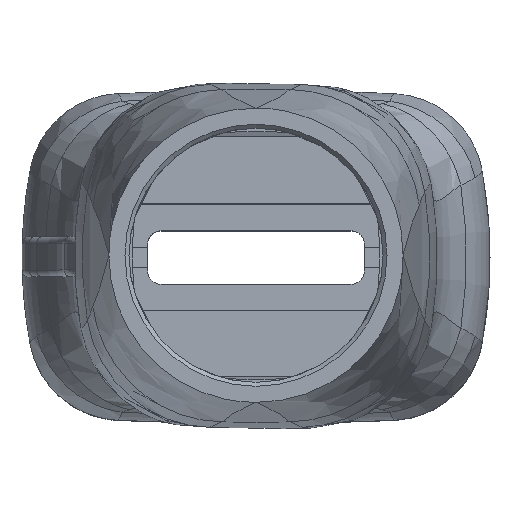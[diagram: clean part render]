
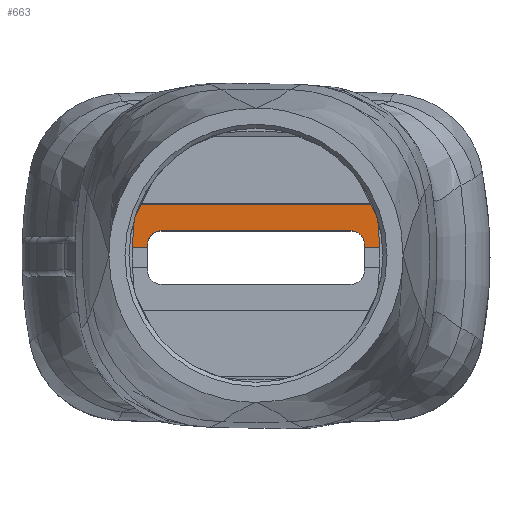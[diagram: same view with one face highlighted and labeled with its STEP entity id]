
A CAD part, top view. The second image highlights one B-rep face of the part: STEP entity #663.
In plain terms, the highlighted planar face has unit normal (0, 0, 1).
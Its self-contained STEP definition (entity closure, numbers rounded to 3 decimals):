
#663 = ADVANCED_FACE( '', ( #1408 ), #1409, .F. );
#1408 = FACE_OUTER_BOUND( '', #9060, .T. );
#1409 = PLANE( '', #9061 );
#9060 = EDGE_LOOP( '', ( #11773, #11774, #11775, #11776, #11777, #11778, #11779, #11780, #11781, #11782, #11783, #11784 ) );
#9061 = AXIS2_PLACEMENT_3D( '', #11785, #11786, #11787 );
#11773 = ORIENTED_EDGE( '', *, *, #13181, .F. );
#11774 = ORIENTED_EDGE( '', *, *, #12697, .T. );
#11775 = ORIENTED_EDGE( '', *, *, #13254, .F. );
#11776 = ORIENTED_EDGE( '', *, *, #13255, .F. );
#11777 = ORIENTED_EDGE( '', *, *, #13256, .F. );
#11778 = ORIENTED_EDGE( '', *, *, #12506, .F. );
#11779 = ORIENTED_EDGE( '', *, *, #12542, .F. );
#11780 = ORIENTED_EDGE( '', *, *, #13001, .F. );
#11781 = ORIENTED_EDGE( '', *, *, #13041, .F. );
#11782 = ORIENTED_EDGE( '', *, *, #13014, .F. );
#11783 = ORIENTED_EDGE( '', *, *, #12729, .F. );
#11784 = ORIENTED_EDGE( '', *, *, #12965, .T. );
#11785 = CARTESIAN_POINT( '', ( 12., 4., -11.35 ) );
#11786 = DIRECTION( '', ( 0., 0., -1. ) );
#11787 = DIRECTION( '', ( 1., 0., 0. ) );
#12506 = EDGE_CURVE( '', #13484, #13486, #13487, .F. );
#12542 = EDGE_CURVE( '', #13546, #13484, #13548, .T. );
#12697 = EDGE_CURVE( '', #13811, #13816, #13818, .F. );
#12729 = EDGE_CURVE( '', #13872, #13862, #13874, .T. );
#12965 = EDGE_CURVE( '', #13872, #14233, #14235, .F. );
#13001 = EDGE_CURVE( '', #14286, #13546, #14288, .F. );
#13014 = EDGE_CURVE( '', #13862, #14306, #14307, .T. );
#13041 = EDGE_CURVE( '', #14306, #14286, #14342, .T. );
#13181 = EDGE_CURVE( '', #13811, #14233, #14526, .T. );
#13254 = EDGE_CURVE( '', #14613, #13816, #14614, .T. );
#13255 = EDGE_CURVE( '', #14615, #14613, #14616, .T. );
#13256 = EDGE_CURVE( '', #13486, #14615, #14617, .T. );
#13484 = VERTEX_POINT( '', #15028 );
#13486 = VERTEX_POINT( '', #15031 );
#13487 = CIRCLE( '', #15032, 1. );
#13546 = VERTEX_POINT( '', #15190 );
#13548 = LINE( '', #15193, #15194 );
#13811 = VERTEX_POINT( '', #17083 );
#13816 = VERTEX_POINT( '', #17089 );
#13818 = CIRCLE( '', #17092, 2. );
#13862 = VERTEX_POINT( '', #17220 );
#13872 = VERTEX_POINT( '', #17235 );
#13874 = LINE( '', #17238, #17239 );
#14233 = VERTEX_POINT( '', #18460 );
#14235 = CIRCLE( '', #18463, 2. );
#14286 = VERTEX_POINT( '', #18593 );
#14288 = CIRCLE( '', #18596, 1. );
#14306 = VERTEX_POINT( '', #18725 );
#14307 = LINE( '', #18726, #18727 );
#14342 = LINE( '', #18806, #18807 );
#14526 = LINE( '', #19486, #19487 );
#14613 = VERTEX_POINT( '', #19867 );
#14614 = LINE( '', #19868, #19869 );
#14615 = VERTEX_POINT( '', #19870 );
#14616 = LINE( '', #19871, #19872 );
#14617 = LINE( '', #19873, #19874 );
#15028 = CARTESIAN_POINT( '', ( -7.1, 2., -11.35 ) );
#15031 = CARTESIAN_POINT( '', ( -8.1, 1., -11.35 ) );
#15032 = AXIS2_PLACEMENT_3D( '', #20333, #20334, #20335 );
#15190 = CARTESIAN_POINT( '', ( 7.1, 2., -11.35 ) );
#15193 = CARTESIAN_POINT( '', ( 8.1, 2., -11.35 ) );
#15194 = VECTOR( '', #20378, 1000. );
#17083 = CARTESIAN_POINT( '', ( -10., 4., -11.35 ) );
#17089 = CARTESIAN_POINT( '', ( -12., 2., -11.35 ) );
#17092 = AXIS2_PLACEMENT_3D( '', #20535, #20536, #20537 );
#17220 = CARTESIAN_POINT( '', ( 12., 0.75, -11.35 ) );
#17235 = CARTESIAN_POINT( '', ( 12., 2., -11.35 ) );
#17238 = CARTESIAN_POINT( '', ( 12., 4., -11.35 ) );
#17239 = VECTOR( '', #20573, 1000. );
#18460 = CARTESIAN_POINT( '', ( 10., 4., -11.35 ) );
#18463 = AXIS2_PLACEMENT_3D( '', #20795, #20796, #20797 );
#18593 = CARTESIAN_POINT( '', ( 8.1, 1., -11.35 ) );
#18596 = AXIS2_PLACEMENT_3D( '', #20838, #20839, #20840 );
#18725 = CARTESIAN_POINT( '', ( 8.1, 0.75, -11.35 ) );
#18726 = CARTESIAN_POINT( '', ( 12., 0.75, -11.35 ) );
#18727 = VECTOR( '', #20858, 1000. );
#18806 = CARTESIAN_POINT( '', ( 8.1, 0.75, -11.35 ) );
#18807 = VECTOR( '', #20883, 1000. );
#19486 = CARTESIAN_POINT( '', ( -12., 4., -11.35 ) );
#19487 = VECTOR( '', #21009, 1000. );
#19867 = CARTESIAN_POINT( '', ( -12., 0.75, -11.35 ) );
#19868 = CARTESIAN_POINT( '', ( -12., 0.75, -11.35 ) );
#19869 = VECTOR( '', #21071, 1000. );
#19870 = CARTESIAN_POINT( '', ( -8.1, 0.75, -11.35 ) );
#19871 = CARTESIAN_POINT( '', ( -8.1, 0.75, -11.35 ) );
#19872 = VECTOR( '', #21072, 1000. );
#19873 = CARTESIAN_POINT( '', ( -8.1, 2., -11.35 ) );
#19874 = VECTOR( '', #21073, 1000. );
#20333 = CARTESIAN_POINT( '', ( -7.1, 1., -11.35 ) );
#20334 = DIRECTION( '', ( 0., 0., -1. ) );
#20335 = DIRECTION( '', ( 0., -1., 0. ) );
#20378 = DIRECTION( '', ( -1., 0., 0. ) );
#20535 = CARTESIAN_POINT( '', ( -10., 2., -11.35 ) );
#20536 = DIRECTION( '', ( 0., 0., -1. ) );
#20537 = DIRECTION( '', ( 0., -1., 0. ) );
#20573 = DIRECTION( '', ( 0., -1., 0. ) );
#20795 = CARTESIAN_POINT( '', ( 10., 2., -11.35 ) );
#20796 = DIRECTION( '', ( 0., 0., -1. ) );
#20797 = DIRECTION( '', ( 0., -1., 0. ) );
#20838 = CARTESIAN_POINT( '', ( 7.1, 1., -11.35 ) );
#20839 = DIRECTION( '', ( 0., 0., -1. ) );
#20840 = DIRECTION( '', ( 0., -1., 0. ) );
#20858 = DIRECTION( '', ( -1., 0., 0. ) );
#20883 = DIRECTION( '', ( 0., 1., 0. ) );
#21009 = DIRECTION( '', ( 1., 0., 0. ) );
#21071 = DIRECTION( '', ( 0., 1., 0. ) );
#21072 = DIRECTION( '', ( -1., 0., 0. ) );
#21073 = DIRECTION( '', ( 0., -1., 0. ) );
